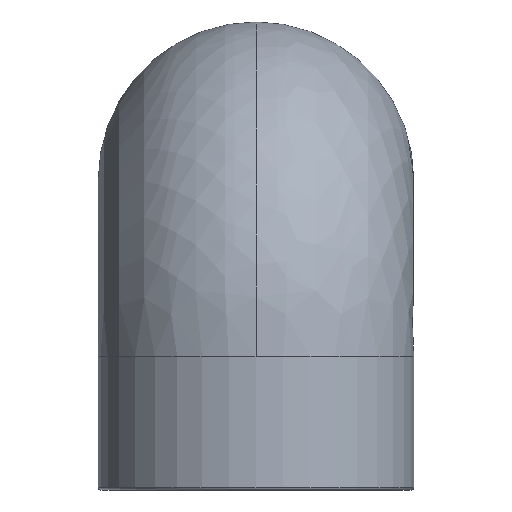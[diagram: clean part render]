
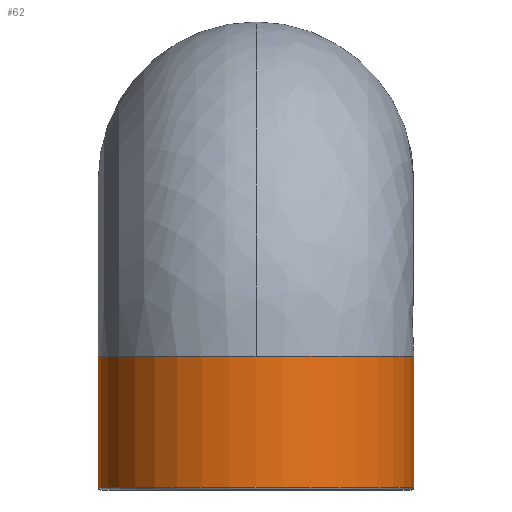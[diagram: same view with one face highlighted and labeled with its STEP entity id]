
A CAD part, front view. The second image highlights one B-rep face of the part: STEP entity #62.
In plain terms, the highlighted cylindrical face has radius 29.5 mm (diameter 59 mm), a partial arc.
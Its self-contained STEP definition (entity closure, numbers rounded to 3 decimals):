
#62=ADVANCED_FACE('',(#136),#137,.T.);
#136=FACE_OUTER_BOUND('',#591,.T.);
#137=CYLINDRICAL_SURFACE('',#592,29.5);
#591=EDGE_LOOP('',(#1569,#1570,#1571,#1572,#1573));
#592=AXIS2_PLACEMENT_3D('',#1574,#1575,#1576);
#1569=ORIENTED_EDGE('',*,*,#1764,.F.);
#1570=ORIENTED_EDGE('',*,*,#1765,.F.);
#1571=ORIENTED_EDGE('',*,*,#1766,.F.);
#1572=ORIENTED_EDGE('',*,*,#1732,.F.);
#1573=ORIENTED_EDGE('',*,*,#1767,.F.);
#1574=CARTESIAN_POINT('',(0.0,0.0,0.0));
#1575=DIRECTION('',(-0.0,0.0,-1.0));
#1576=DIRECTION('',(-1.0,0.0,0.0));
#1732=EDGE_CURVE('',#1832,#1834,#1835,.T.);
#1764=EDGE_CURVE('',#1889,#1890,#1891,.T.);
#1765=EDGE_CURVE('',#1892,#1889,#1893,.T.);
#1766=EDGE_CURVE('',#1834,#1892,#1894,.T.);
#1767=EDGE_CURVE('',#1890,#1832,#1895,.T.);
#1832=VERTEX_POINT('',#2025);
#1834=VERTEX_POINT('',#2038);
#1835=CIRCLE('',#2039,29.5);
#1889=VERTEX_POINT('',#2108);
#1890=VERTEX_POINT('',#2109);
#1891=LINE('',#2110,#2111);
#1892=VERTEX_POINT('',#2112);
#1893=CIRCLE('',#2113,29.5);
#1894=LINE('',#2114,#2115);
#1895=CIRCLE('',#2116,29.5);
#2025=CARTESIAN_POINT('',(0.,-29.5,25.0));
#2038=CARTESIAN_POINT('',(29.5,0.,25.0));
#2039=AXIS2_PLACEMENT_3D('',#2317,#2318,#2319);
#2108=CARTESIAN_POINT('',(-29.5,0.,0.5));
#2109=CARTESIAN_POINT('',(-29.504,0.,25.0));
#2110=CARTESIAN_POINT('',(-29.5,0.,12.753));
#2111=VECTOR('',#2377,1.0);
#2112=CARTESIAN_POINT('',(29.5,0.,0.5));
#2113=AXIS2_PLACEMENT_3D('',#2378,#2379,#2380);
#2114=CARTESIAN_POINT('',(29.5,0.,12.753));
#2115=VECTOR('',#2381,1.0);
#2116=AXIS2_PLACEMENT_3D('',#2382,#2383,#2384);
#2317=CARTESIAN_POINT('',(0.0,0.0,25.0));
#2318=DIRECTION('',(0.0,0.0,1.0));
#2319=DIRECTION('',(-1.0,0.0,0.0));
#2377=DIRECTION('',(-0.0,-0.0,1.0));
#2378=CARTESIAN_POINT('',(0.0,0.0,0.5));
#2379=DIRECTION('',(0.0,0.0,-1.0));
#2380=DIRECTION('',(-1.0,0.0,0.0));
#2381=DIRECTION('',(-0.0,-0.0,-1.0));
#2382=CARTESIAN_POINT('',(0.0,0.0,25.0));
#2383=DIRECTION('',(0.0,0.0,1.0));
#2384=DIRECTION('',(-1.0,0.0,0.0));
